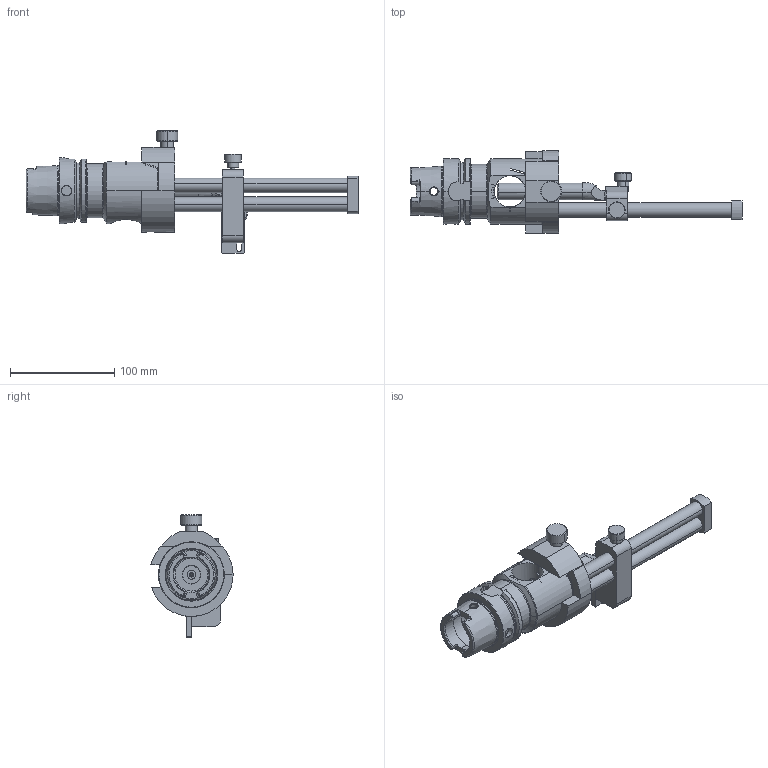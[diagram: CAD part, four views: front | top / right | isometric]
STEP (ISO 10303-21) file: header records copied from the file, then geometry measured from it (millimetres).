
FILE_DESCRIPTION (( 'STEP AP203' ), '1' );
FILE_NAME ('VM6-MH1.090.160.STEP', '2017-11-10T09:53:35', ( 'SWIAdmin' ), ( 'Hewlett-Packard Company' ), 'SwSTEP 2.0', 'SolidWorks 2017', '' );
FILE_SCHEMA (( 'CONFIG_CONTROL_DESIGN' ));
Length unit declared in the file: millimetre
Products named in the file (18): VA5-ER6.014.178_A_ohne skala; B20-WCA.K11.105_B; VA5-ER3.036.018_A; CCMT060204; VA5-ER2.028.070_A; WCA-ER2.001.006_A; VM6-ER4.080.014_A; B20-WCA.K11.105; ISO 8734 - 6 x 16_PreviewCfg; HA6-MH1.BG1.xxx_Fertigbearbeitung; VM6-MH1.090.160; A-Voreinstellung-Raendel-16-M4; MH1-BG2.001.056_D; A-Voreinstellung-Raendel-20; VM6-ER1.080.032_A; VA5-ER7.022.050_A; VA5-ER5.014.178_A; VM6-MH1.090.160_X
Assembly tree (19 placements, depth 3):
  VM6-MH1.090.160
    HA6-MH1.BG1.xxx_Fertigbearbeitung
    MH1-BG2.001.056_D
    VM6-MH1.090.160_X
      VM6-ER1.080.032_A
      VA5-ER5.014.178_A
      VA5-ER6.014.178_A_ohne skala
      VA5-ER3.036.018_A
      VA5-ER2.028.070_A
      VM6-ER4.080.014_A
      ISO 8734 - 6 x 16_PreviewCfg  x2
      A-Voreinstellung-Raendel-16-M4  x2
      A-Voreinstellung-Raendel-20
      VA5-ER7.022.050_A
    B20-WCA.K11.105
      B20-WCA.K11.105_B
      CCMT060204
      WCA-ER2.001.006_A
Bounding box: 318.48 x 78.86 x 117.55 mm (x, y, z)
Volume: 410876 mm3; surface area: 119928.9 mm2
Topology: 17 solids, 17 shells, 2394 faces, 6380 edges, 4057 vertices
Faces by surface type: plane 1648, cylinder 321, bspline 211, cone 161, torus 51, sphere 2
Entity records: 89681 total; most frequent: CARTESIAN_POINT 31460, ORIENTED_EDGE 12608, DIRECTION 10219, EDGE_CURVE 6304, LINE 4381, VECTOR 4381, VERTEX_POINT 4033, AXIS2_PLACEMENT_3D 2919
